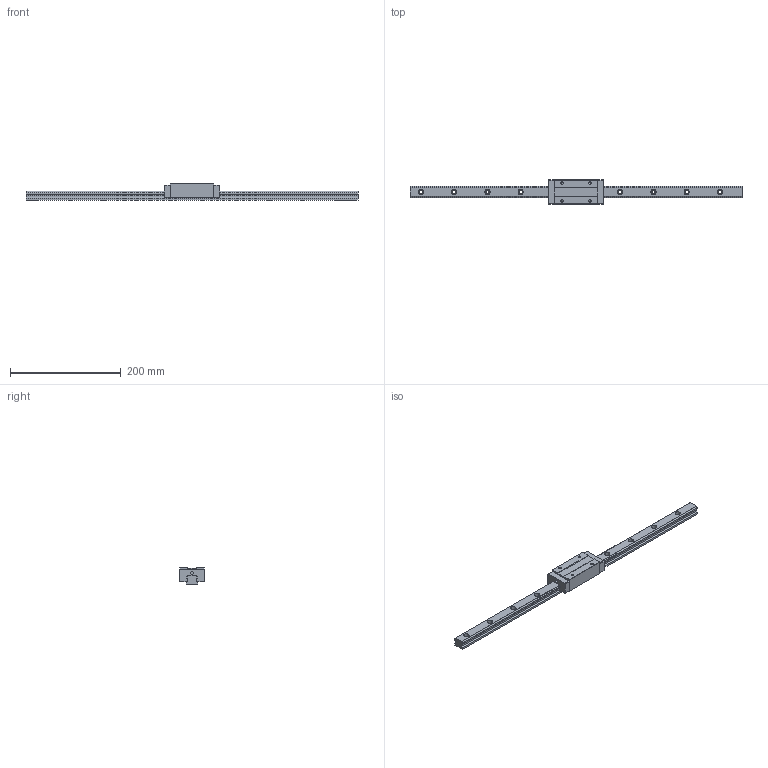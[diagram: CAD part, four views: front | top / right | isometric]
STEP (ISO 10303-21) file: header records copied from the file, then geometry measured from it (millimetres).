
FILE_DESCRIPTION (( 'STEP AP214' ), '1' );
FILE_NAME ('PBSA20LS.step', '2018-01-30T10:47:04', ( '' ), ( '' ), 'SwSTEP 2.0', 'SolidWorks 2017', '' );
FILE_SCHEMA (( 'AUTOMOTIVE_DESIGN' ));
Length unit declared in the file: millimetre
Products named in the file (1): PBSA20LS
Bounding box: 600 x 44 x 30 mm (x, y, z)
Volume: 255092.3 mm3; surface area: 67768.2 mm2
Topology: 2 solids, 2 shells, 156 faces, 404 edges, 260 vertices
Faces by surface type: cylinder 76, plane 64, cone 16
Entity records: 4827 total; most frequent: DIRECTION 870, CARTESIAN_POINT 813, ORIENTED_EDGE 792, EDGE_CURVE 396, AXIS2_PLACEMENT_3D 317, VERTEX_POINT 260, LINE 236, VECTOR 236
